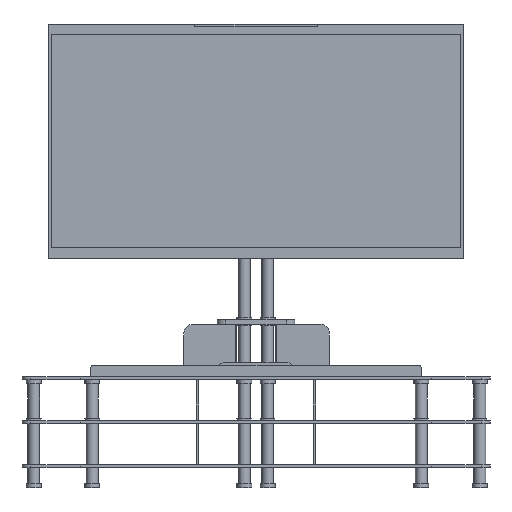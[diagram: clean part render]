
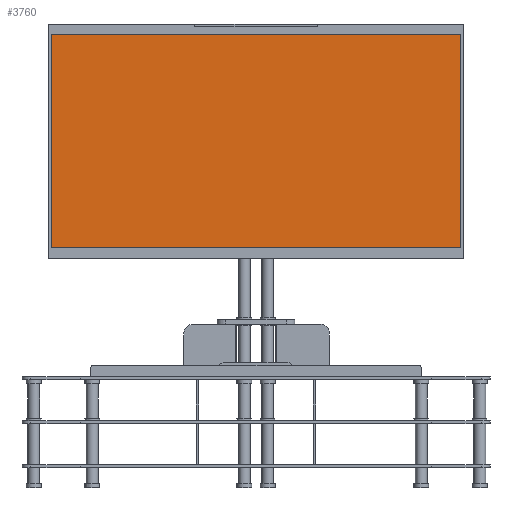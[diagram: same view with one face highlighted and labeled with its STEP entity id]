
A CAD part, front view. The second image highlights one B-rep face of the part: STEP entity #3760.
In plain terms, the highlighted planar face has unit normal (0, -1, 0).
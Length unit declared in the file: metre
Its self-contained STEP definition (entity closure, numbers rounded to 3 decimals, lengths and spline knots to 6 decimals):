
#80=LINE('',#6491,#397);
#83=LINE('',#6497,#400);
#85=LINE('',#6501,#402);
#86=LINE('',#6503,#403);
#397=VECTOR('',#5221,1.);
#400=VECTOR('',#5226,1.);
#402=VECTOR('',#5230,1.);
#403=VECTOR('',#5233,1.);
#777=PLANE('',#4596);
#1126=ORIENTED_EDGE('',*,*,#1981,.F.);
#1127=ORIENTED_EDGE('',*,*,#1984,.T.);
#1128=ORIENTED_EDGE('',*,*,#1986,.T.);
#1129=ORIENTED_EDGE('',*,*,#1987,.F.);
#1981=EDGE_CURVE('',#2435,#2436,#80,.T.);
#1984=EDGE_CURVE('',#2435,#2437,#83,.T.);
#1986=EDGE_CURVE('',#2437,#2438,#85,.T.);
#1987=EDGE_CURVE('',#2436,#2438,#86,.T.);
#2435=VERTEX_POINT('',#6490);
#2436=VERTEX_POINT('',#6492);
#2437=VERTEX_POINT('',#6496);
#2438=VERTEX_POINT('',#6500);
#2950=EDGE_LOOP('',(#1126,#1127,#1128,#1129));
#3323=FACE_BOUND('',#2950,.T.);
#3760=ADVANCED_FACE('',(#3323),#777,.T.);
#4596=AXIS2_PLACEMENT_3D('',#6504,#5234,#5235);
#5221=DIRECTION('',(1.,0.,0.));
#5226=DIRECTION('',(0.,0.,-1.));
#5230=DIRECTION('',(1.,0.,0.));
#5233=DIRECTION('',(0.,0.,-1.));
#5234=DIRECTION('',(0.,-1.,0.));
#5235=DIRECTION('',(1.,0.,0.));
#6490=CARTESIAN_POINT('',(-1.778,0.406417,3.760874));
#6491=CARTESIAN_POINT('',(0.,0.406417,3.760874));
#6492=CARTESIAN_POINT('',(1.778,0.406417,3.760874));
#6496=CARTESIAN_POINT('',(-1.778,0.406417,1.906674));
#6497=CARTESIAN_POINT('',(-1.778,0.406417,2.833774));
#6500=CARTESIAN_POINT('',(1.778,0.406417,1.906674));
#6501=CARTESIAN_POINT('',(0.,0.406417,1.906674));
#6503=CARTESIAN_POINT('',(1.778,0.406417,2.833774));
#6504=CARTESIAN_POINT('',(0.001321,0.406417,2.8348));
